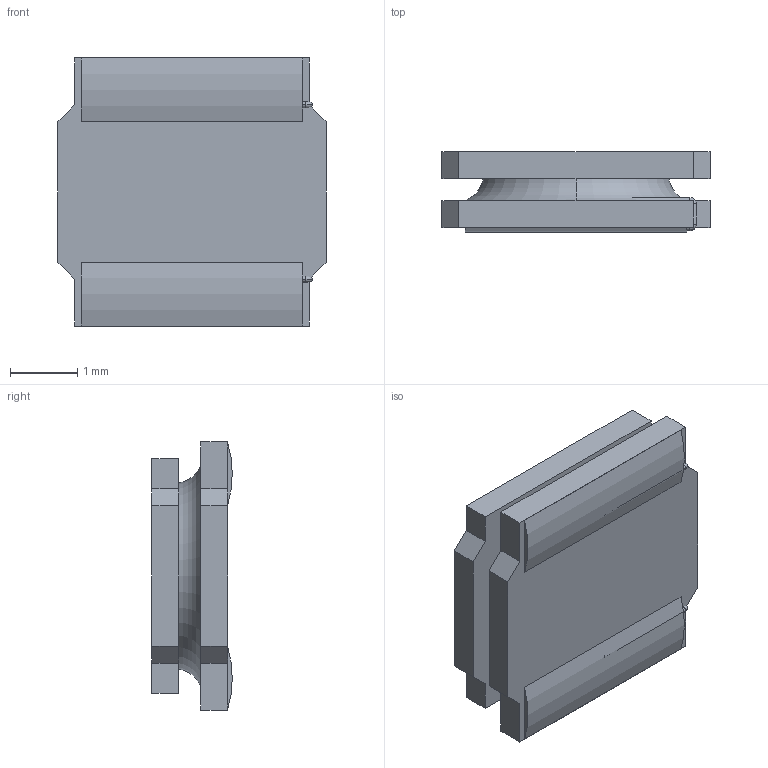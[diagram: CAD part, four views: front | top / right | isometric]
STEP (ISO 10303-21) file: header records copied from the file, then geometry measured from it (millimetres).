
FILE_DESCRIPTION (( 'STEP AP214' ), '1' );
FILE_NAME ('SWPA4012S2R2NT.STEP', '2019-12-20T14:30:31', ( '' ), ( '' ), 'SwSTEP 2.0', 'SolidWorks 2017', '' );
FILE_SCHEMA (( 'AUTOMOTIVE_DESIGN' ));
Length unit declared in the file: millimetre
Products named in the file (1): SWPA4012S2R2NT
Bounding box: 4 x 1.2 x 4 mm (x, y, z)
Volume: 14 mm3; surface area: 102.9 mm2
Topology: 7 solids, 7 shells, 64 faces, 142 edges, 92 vertices
Faces by surface type: plane 40, cylinder 14, torus 10
Entity records: 1992 total; most frequent: DIRECTION 322, CARTESIAN_POINT 299, ORIENTED_EDGE 284, EDGE_CURVE 142, AXIS2_PLACEMENT_3D 115, LINE 92, VECTOR 92, VERTEX_POINT 92
